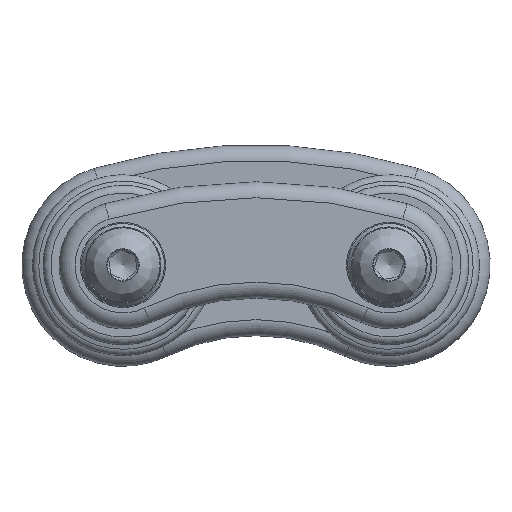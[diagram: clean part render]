
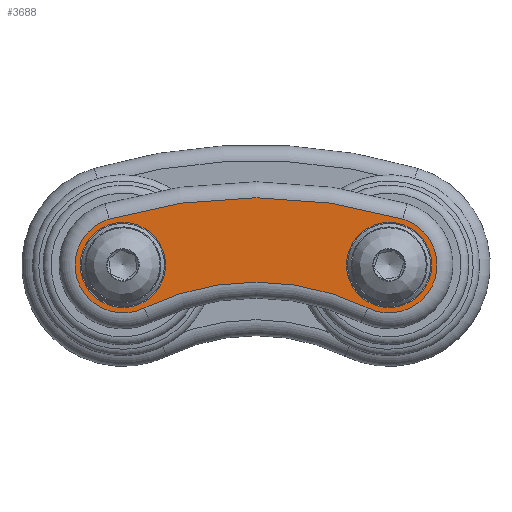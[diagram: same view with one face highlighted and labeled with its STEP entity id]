
A CAD part, top view. The second image highlights one B-rep face of the part: STEP entity #3688.
In plain terms, the highlighted planar face has unit normal (0, 0, 1).
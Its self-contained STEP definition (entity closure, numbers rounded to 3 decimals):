
#612=FACE_BOUND('',#1041,.T.);
#613=FACE_BOUND('',#1042,.T.);
#760=FACE_OUTER_BOUND('',#1040,.T.);
#1040=EDGE_LOOP('',(#3010,#3011,#3012,#3013));
#1041=EDGE_LOOP('',(#3014));
#1042=EDGE_LOOP('',(#3015));
#1339=CIRCLE('',#4173,97.);
#1344=CIRCLE('',#4179,9.);
#1347=CIRCLE('',#4183,48.);
#1349=CIRCLE('',#4186,9.);
#1352=CIRCLE('',#4192,8.);
#1353=CIRCLE('',#4193,8.);
#1713=VERTEX_POINT('',#6538);
#1714=VERTEX_POINT('',#6540);
#1716=VERTEX_POINT('',#6546);
#1718=VERTEX_POINT('',#6552);
#1723=VERTEX_POINT('',#6571);
#1724=VERTEX_POINT('',#6573);
#2233=EDGE_CURVE('',#1713,#1714,#1339,.T.);
#2238=EDGE_CURVE('',#1714,#1716,#1344,.T.);
#2241=EDGE_CURVE('',#1716,#1718,#1347,.T.);
#2243=EDGE_CURVE('',#1718,#1713,#1349,.T.);
#2249=EDGE_CURVE('',#1723,#1723,#1352,.T.);
#2250=EDGE_CURVE('',#1724,#1724,#1353,.T.);
#3010=ORIENTED_EDGE('',*,*,#2233,.F.);
#3011=ORIENTED_EDGE('',*,*,#2243,.F.);
#3012=ORIENTED_EDGE('',*,*,#2241,.F.);
#3013=ORIENTED_EDGE('',*,*,#2238,.F.);
#3014=ORIENTED_EDGE('',*,*,#2249,.T.);
#3015=ORIENTED_EDGE('',*,*,#2250,.T.);
#3542=PLANE('',#4191);
#3688=ADVANCED_FACE('',(#760,#612,#613),#3542,.T.);
#4173=AXIS2_PLACEMENT_3D('',#6541,#5133,#5134);
#4179=AXIS2_PLACEMENT_3D('',#6550,#5145,#5146);
#4183=AXIS2_PLACEMENT_3D('',#6556,#5153,#5154);
#4186=AXIS2_PLACEMENT_3D('',#6559,#5159,#5160);
#4191=AXIS2_PLACEMENT_3D('',#6570,#5172,#5173);
#4192=AXIS2_PLACEMENT_3D('',#6572,#5174,#5175);
#4193=AXIS2_PLACEMENT_3D('',#6574,#5176,#5177);
#5133=DIRECTION('center_axis',(0.,0.,-1.));
#5134=DIRECTION('ref_axis',(0.,1.,0.));
#5145=DIRECTION('center_axis',(0.,0.,-1.));
#5146=DIRECTION('ref_axis',(0.932,-0.363,0.));
#5153=DIRECTION('center_axis',(0.,0.,1.));
#5154=DIRECTION('ref_axis',(0.,1.,0.));
#5159=DIRECTION('center_axis',(0.,0.,-1.));
#5160=DIRECTION('ref_axis',(-0.932,-0.363,0.));
#5172=DIRECTION('center_axis',(0.,0.,1.));
#5173=DIRECTION('ref_axis',(1.,0.,0.));
#5174=DIRECTION('center_axis',(0.,0.,-1.));
#5175=DIRECTION('ref_axis',(-1.,0.,0.));
#5176=DIRECTION('center_axis',(0.,0.,-1.));
#5177=DIRECTION('ref_axis',(1.,0.,0.));
#6538=CARTESIAN_POINT('',(-27.557,8.629,4.));
#6540=CARTESIAN_POINT('',(27.557,8.629,4.));
#6541=CARTESIAN_POINT('Origin',(0.,-84.374,
4.));
#6546=CARTESIAN_POINT('',(21.053,-8.088,4.));
#6550=CARTESIAN_POINT('Origin',(25.,0.,4.));
#6552=CARTESIAN_POINT('',(-21.053,-8.088,4.));
#6556=CARTESIAN_POINT('Origin',(0.,-51.225,
4.));
#6559=CARTESIAN_POINT('Origin',(-25.,0.,
4.));
#6570=CARTESIAN_POINT('Origin',(0.,1.636,4.));
#6571=CARTESIAN_POINT('',(-17.,0.,4.));
#6572=CARTESIAN_POINT('Origin',(-25.,0.,
4.));
#6573=CARTESIAN_POINT('',(17.,0.,4.));
#6574=CARTESIAN_POINT('Origin',(25.,0.,4.));
